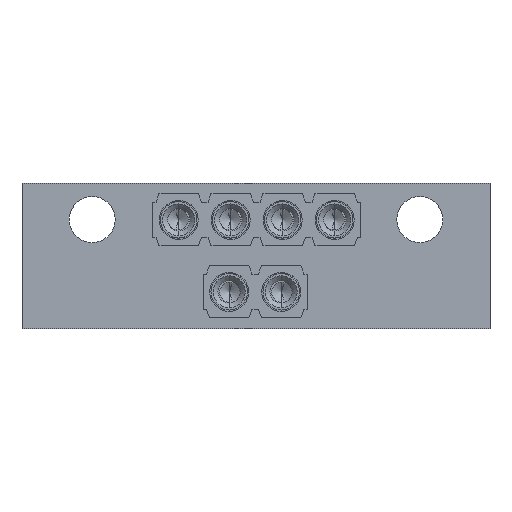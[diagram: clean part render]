
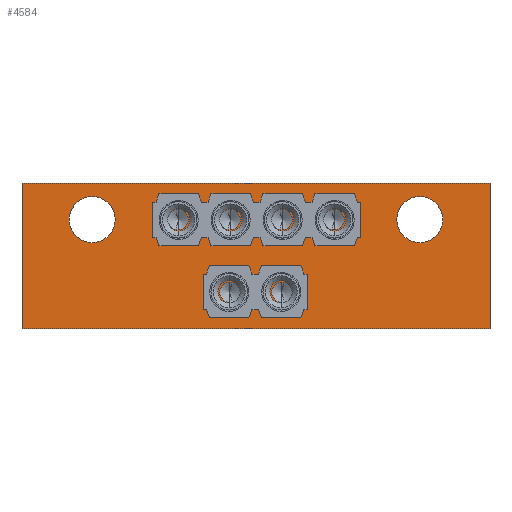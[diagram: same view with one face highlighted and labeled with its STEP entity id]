
A CAD part, top view. The second image highlights one B-rep face of the part: STEP entity #4584.
In plain terms, the highlighted planar face has unit normal (0, 0, 1).
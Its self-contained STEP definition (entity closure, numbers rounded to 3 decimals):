
#4384 = VERTEX_POINT('',#4385);
#4385 = CARTESIAN_POINT('',(148.844,-86.614,1.51));
#4391 = EDGE_CURVE('',#4384,#4392,#4394,.T.);
#4392 = VERTEX_POINT('',#4393);
#4393 = CARTESIAN_POINT('',(125.984,-86.614,1.51));
#4394 = LINE('',#4395,#4396);
#4395 = CARTESIAN_POINT('',(148.844,-86.614,1.51));
#4396 = VECTOR('',#4397,1.);
#4397 = DIRECTION('',(-1.,0.,0.));
#4424 = VERTEX_POINT('',#4425);
#4425 = CARTESIAN_POINT('',(148.844,-79.502,1.51));
#4431 = EDGE_CURVE('',#4424,#4384,#4432,.T.);
#4432 = LINE('',#4433,#4434);
#4433 = CARTESIAN_POINT('',(148.844,-79.502,1.51));
#4434 = VECTOR('',#4435,1.);
#4435 = DIRECTION('',(0.,-1.,0.));
#4453 = EDGE_CURVE('',#4392,#4454,#4456,.T.);
#4454 = VERTEX_POINT('',#4455);
#4455 = CARTESIAN_POINT('',(125.984,-79.502,1.51));
#4456 = LINE('',#4457,#4458);
#4457 = CARTESIAN_POINT('',(125.984,-86.614,1.51));
#4458 = VECTOR('',#4459,1.);
#4459 = DIRECTION('',(0.,1.,0.));
#4584 = ADVANCED_FACE('',(#4585,#4596,#4607,#4618,#4629,#4640,#4651,
    #4662,#4673),#4684,.T.);
#4585 = FACE_BOUND('',#4586,.T.);
#4586 = EDGE_LOOP('',(#4587,#4588,#4589,#4595));
#4587 = ORIENTED_EDGE('',*,*,#4391,.F.);
#4588 = ORIENTED_EDGE('',*,*,#4431,.F.);
#4589 = ORIENTED_EDGE('',*,*,#4590,.F.);
#4590 = EDGE_CURVE('',#4454,#4424,#4591,.T.);
#4591 = LINE('',#4592,#4593);
#4592 = CARTESIAN_POINT('',(125.984,-79.502,1.51));
#4593 = VECTOR('',#4594,1.);
#4594 = DIRECTION('',(1.,0.,0.));
#4595 = ORIENTED_EDGE('',*,*,#4453,.F.);
#4596 = FACE_BOUND('',#4597,.T.);
#4597 = EDGE_LOOP('',(#4598));
#4598 = ORIENTED_EDGE('',*,*,#4599,.T.);
#4599 = EDGE_CURVE('',#4600,#4600,#4602,.T.);
#4600 = VERTEX_POINT('',#4601);
#4601 = CARTESIAN_POINT('',(136.139,-85.336,1.51));
#4602 = CIRCLE('',#4603,0.5);
#4603 = AXIS2_PLACEMENT_3D('',#4604,#4605,#4606);
#4604 = CARTESIAN_POINT('',(136.139,-84.836,1.51));
#4605 = DIRECTION('',(-0.,0.,-1.));
#4606 = DIRECTION('',(-0.,-1.,0.));
#4607 = FACE_BOUND('',#4608,.T.);
#4608 = EDGE_LOOP('',(#4609));
#4609 = ORIENTED_EDGE('',*,*,#4610,.T.);
#4610 = EDGE_CURVE('',#4611,#4611,#4613,.T.);
#4611 = VERTEX_POINT('',#4612);
#4612 = CARTESIAN_POINT('',(138.679,-85.336,1.51));
#4613 = CIRCLE('',#4614,0.5);
#4614 = AXIS2_PLACEMENT_3D('',#4615,#4616,#4617);
#4615 = CARTESIAN_POINT('',(138.679,-84.836,1.51));
#4616 = DIRECTION('',(-0.,0.,-1.));
#4617 = DIRECTION('',(-0.,-1.,0.));
#4618 = FACE_BOUND('',#4619,.T.);
#4619 = EDGE_LOOP('',(#4620));
#4620 = ORIENTED_EDGE('',*,*,#4621,.F.);
#4621 = EDGE_CURVE('',#4622,#4622,#4624,.T.);
#4622 = VERTEX_POINT('',#4623);
#4623 = CARTESIAN_POINT('',(130.538,-81.28,1.51));
#4624 = CIRCLE('',#4625,1.125);
#4625 = AXIS2_PLACEMENT_3D('',#4626,#4627,#4628);
#4626 = CARTESIAN_POINT('',(129.413,-81.28,1.51));
#4627 = DIRECTION('',(0.,0.,1.));
#4628 = DIRECTION('',(1.,0.,-0.));
#4629 = FACE_BOUND('',#4630,.T.);
#4630 = EDGE_LOOP('',(#4631));
#4631 = ORIENTED_EDGE('',*,*,#4632,.T.);
#4632 = EDGE_CURVE('',#4633,#4633,#4635,.T.);
#4633 = VERTEX_POINT('',#4634);
#4634 = CARTESIAN_POINT('',(133.604,-81.78,1.51));
#4635 = CIRCLE('',#4636,0.5);
#4636 = AXIS2_PLACEMENT_3D('',#4637,#4638,#4639);
#4637 = CARTESIAN_POINT('',(133.604,-81.28,1.51));
#4638 = DIRECTION('',(-0.,0.,-1.));
#4639 = DIRECTION('',(-0.,-1.,0.));
#4640 = FACE_BOUND('',#4641,.T.);
#4641 = EDGE_LOOP('',(#4642));
#4642 = ORIENTED_EDGE('',*,*,#4643,.T.);
#4643 = EDGE_CURVE('',#4644,#4644,#4646,.T.);
#4644 = VERTEX_POINT('',#4645);
#4645 = CARTESIAN_POINT('',(136.144,-81.78,1.51));
#4646 = CIRCLE('',#4647,0.5);
#4647 = AXIS2_PLACEMENT_3D('',#4648,#4649,#4650);
#4648 = CARTESIAN_POINT('',(136.144,-81.28,1.51));
#4649 = DIRECTION('',(-0.,0.,-1.));
#4650 = DIRECTION('',(-0.,-1.,0.));
#4651 = FACE_BOUND('',#4652,.T.);
#4652 = EDGE_LOOP('',(#4653));
#4653 = ORIENTED_EDGE('',*,*,#4654,.T.);
#4654 = EDGE_CURVE('',#4655,#4655,#4657,.T.);
#4655 = VERTEX_POINT('',#4656);
#4656 = CARTESIAN_POINT('',(138.684,-81.78,1.51));
#4657 = CIRCLE('',#4658,0.5);
#4658 = AXIS2_PLACEMENT_3D('',#4659,#4660,#4661);
#4659 = CARTESIAN_POINT('',(138.684,-81.28,1.51));
#4660 = DIRECTION('',(-0.,0.,-1.));
#4661 = DIRECTION('',(-0.,-1.,0.));
#4662 = FACE_BOUND('',#4663,.T.);
#4663 = EDGE_LOOP('',(#4664));
#4664 = ORIENTED_EDGE('',*,*,#4665,.T.);
#4665 = EDGE_CURVE('',#4666,#4666,#4668,.T.);
#4666 = VERTEX_POINT('',#4667);
#4667 = CARTESIAN_POINT('',(141.224,-81.78,1.51));
#4668 = CIRCLE('',#4669,0.5);
#4669 = AXIS2_PLACEMENT_3D('',#4670,#4671,#4672);
#4670 = CARTESIAN_POINT('',(141.224,-81.28,1.51));
#4671 = DIRECTION('',(-0.,0.,-1.));
#4672 = DIRECTION('',(-0.,-1.,0.));
#4673 = FACE_BOUND('',#4674,.T.);
#4674 = EDGE_LOOP('',(#4675));
#4675 = ORIENTED_EDGE('',*,*,#4676,.F.);
#4676 = EDGE_CURVE('',#4677,#4677,#4679,.T.);
#4677 = VERTEX_POINT('',#4678);
#4678 = CARTESIAN_POINT('',(146.54,-81.28,1.51));
#4679 = CIRCLE('',#4680,1.125);
#4680 = AXIS2_PLACEMENT_3D('',#4681,#4682,#4683);
#4681 = CARTESIAN_POINT('',(145.415,-81.28,1.51));
#4682 = DIRECTION('',(0.,0.,1.));
#4683 = DIRECTION('',(1.,0.,-0.));
#4684 = PLANE('',#4685);
#4685 = AXIS2_PLACEMENT_3D('',#4686,#4687,#4688);
#4686 = CARTESIAN_POINT('',(0.,0.,1.51));
#4687 = DIRECTION('',(0.,0.,1.));
#4688 = DIRECTION('',(1.,0.,-0.));
